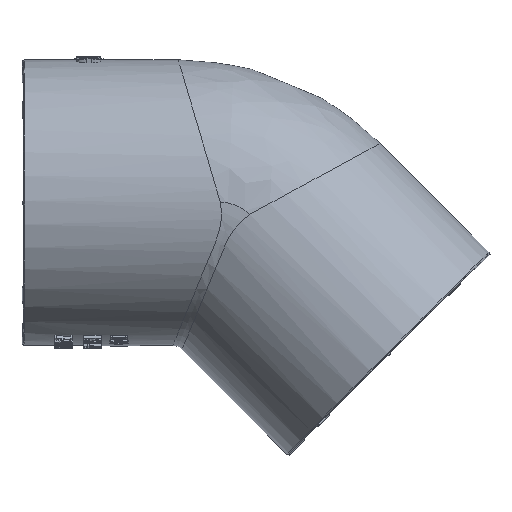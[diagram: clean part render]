
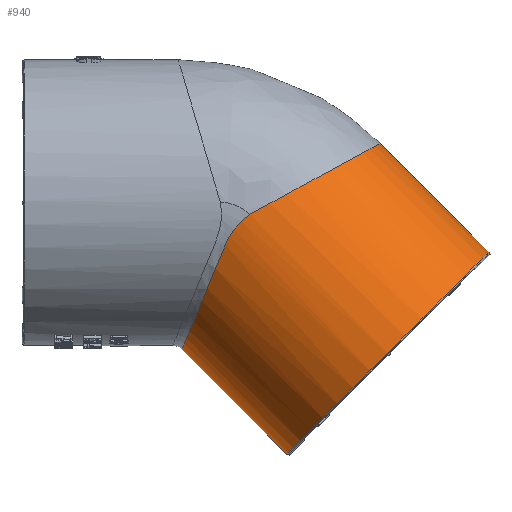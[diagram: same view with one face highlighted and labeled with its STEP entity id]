
A CAD part, top view. The second image highlights one B-rep face of the part: STEP entity #940.
In plain terms, the highlighted cylindrical face has radius 24.25 mm (diameter 48.5 mm), a full revolution.
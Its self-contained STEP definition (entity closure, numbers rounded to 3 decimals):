
#940=ADVANCED_FACE('',(#1492,#1493),#1303,.T.);
#1303=CYLINDRICAL_SURFACE('',#6335,24.25);
#1417=CIRCLE('',#6334,24.25);
#1492=FACE_BOUND('',#1615,.T.);
#1493=FACE_BOUND('',#1616,.T.);
#1615=EDGE_LOOP('',(#2341));
#1616=EDGE_LOOP('',(#2342,#2343,#2344,#2345,#2346));
#2341=ORIENTED_EDGE('',*,*,#4884,.T.);
#2342=ORIENTED_EDGE('',*,*,#4885,.F.);
#2343=ORIENTED_EDGE('',*,*,#4869,.T.);
#2344=ORIENTED_EDGE('',*,*,#4886,.T.);
#2345=ORIENTED_EDGE('',*,*,#4887,.T.);
#2346=ORIENTED_EDGE('',*,*,#4888,.F.);
#4217=VERTEX_POINT('',#11525);
#4218=VERTEX_POINT('',#11526);
#4227=VERTEX_POINT('',#11839);
#4228=VERTEX_POINT('',#11848);
#4229=VERTEX_POINT('',#11853);
#4230=VERTEX_POINT('',#11870);
#4869=EDGE_CURVE('',#4217,#4218,#5721,.T.);
#4884=EDGE_CURVE('',#4227,#4227,#1417,.T.);
#4885=EDGE_CURVE('',#4217,#4228,#5724,.T.);
#4886=EDGE_CURVE('',#4218,#4229,#5725,.T.);
#4887=EDGE_CURVE('',#4229,#4230,#5726,.T.);
#4888=EDGE_CURVE('',#4228,#4230,#5727,.T.);
#5721=B_SPLINE_CURVE_WITH_KNOTS('',3,(#11472,#11473,#11474,#11475,#11476,
#11477,#11478,#11479,#11480,#11481,#11482,#11483,#11484,#11485,#11486,#11487,
#11488,#11489,#11490,#11491,#11492,#11493,#11494,#11495,#11496,#11497,#11498,
#11499,#11500,#11501,#11502,#11503,#11504,#11505,#11506,#11507,#11508,#11509,
#11510,#11511,#11512,#11513,#11514,#11515,#11516,#11517,#11518,#11519,#11520,
#11521,#11522,#11523,#11524),.UNSPECIFIED.,.F.,.F.,(4,2,2,2,2,2,2,2,2,2,
2,2,2,2,2,2,2,2,2,2,2,2,2,1,2,2,4),(0.,0.063,0.094,
0.109,0.117,0.121,0.125,
0.188,0.219,0.234,0.242,
0.25,0.375,0.5,0.625,
0.688,0.719,0.734,0.742,
0.75,0.813,0.844,0.859,
0.867,0.871,0.875,1.),.UNSPECIFIED.);
#5724=B_SPLINE_CURVE_WITH_KNOTS('',3,(#11840,#11841,#11842,#11843,#11844,
#11845,#11846,#11847),.UNSPECIFIED.,.F.,.F.,(4,1,1,1,1,4),(0.,0.362,
0.725,0.906,0.996,1.),.UNSPECIFIED.);
#5725=B_SPLINE_CURVE_WITH_KNOTS('',3,(#11849,#11850,#11851,#11852),
 .UNSPECIFIED.,.F.,.F.,(4,4),(0.,1.),.UNSPECIFIED.);
#5726=B_SPLINE_CURVE_WITH_KNOTS('',3,(#11854,#11855,#11856,#11857,#11858,
#11859,#11860,#11861,#11862,#11863,#11864,#11865,#11866,#11867,#11868,#11869),
 .UNSPECIFIED.,.F.,.F.,(4,2,2,2,2,2,2,4),(0.,0.25,0.375,
0.438,0.469,0.484,0.5,
1.),.UNSPECIFIED.);
#5727=B_SPLINE_CURVE_WITH_KNOTS('',3,(#11871,#11872,#11873,#11874,#11875,
#11876,#11877,#11878,#11879,#11880,#11881,#11882,#11883),.UNSPECIFIED.,
 .F.,.F.,(4,1,1,1,1,1,1,1,1,1,4),(0.,0.009,0.018,
0.094,0.169,0.245,0.396,
0.547,0.698,0.849,1.),.UNSPECIFIED.);
#6334=AXIS2_PLACEMENT_3D('',#11838,#6837,#6838);
#6335=AXIS2_PLACEMENT_3D('',#11884,#6839,#6840);
#6837=DIRECTION('',(-0.707,0.707,0.));
#6838=DIRECTION('',(-0.707,-0.707,0.));
#6839=DIRECTION('',(-0.707,0.707,0.));
#6840=DIRECTION('',(0.707,0.707,0.));
#11472=CARTESIAN_POINT('',(-259.08,-2.05,-24.25));
#11473=CARTESIAN_POINT('',(-257.148,-0.998,-24.25));
#11474=CARTESIAN_POINT('',(-255.464,-0.076,-23.978));
#11475=CARTESIAN_POINT('',(-253.341,1.08,-23.439));
#11476=CARTESIAN_POINT('',(-252.7,1.429,-23.236));
#11477=CARTESIAN_POINT('',(-251.835,1.899,-22.924));
#11478=CARTESIAN_POINT('',(-251.562,2.046,-22.819));
#11479=CARTESIAN_POINT('',(-251.178,2.255,-22.662));
#11480=CARTESIAN_POINT('',(-251.054,2.323,-22.61));
#11481=CARTESIAN_POINT('',(-250.873,2.421,-22.532));
#11482=CARTESIAN_POINT('',(-250.814,2.453,-22.507));
#11483=CARTESIAN_POINT('',(-250.698,2.516,-22.455));
#11484=CARTESIAN_POINT('',(-250.676,2.528,-22.446));
#11485=CARTESIAN_POINT('',(-249.111,3.381,-21.737));
#11486=CARTESIAN_POINT('',(-247.771,4.113,-20.927));
#11487=CARTESIAN_POINT('',(-245.97,5.093,-19.586));
#11488=CARTESIAN_POINT('',(-245.405,5.401,-19.117));
#11489=CARTESIAN_POINT('',(-244.608,5.835,-18.393));
#11490=CARTESIAN_POINT('',(-244.351,5.975,-18.148));
#11491=CARTESIAN_POINT('',(-243.978,6.178,-17.775));
#11492=CARTESIAN_POINT('',(-243.856,6.244,-17.651));
#11493=CARTESIAN_POINT('',(-243.616,6.375,-17.4));
#11494=CARTESIAN_POINT('',(-243.518,6.428,-17.295));
#11495=CARTESIAN_POINT('',(-241.215,7.683,-14.78));
#11496=CARTESIAN_POINT('',(-239.569,8.589,-11.985));
#11497=CARTESIAN_POINT('',(-237.402,9.769,-6.094));
#11498=CARTESIAN_POINT('',(-236.88,10.045,-3.));
#11499=CARTESIAN_POINT('',(-236.88,10.045,3.));
#11500=CARTESIAN_POINT('',(-237.402,9.769,6.092));
#11501=CARTESIAN_POINT('',(-239.027,8.884,10.511));
#11502=CARTESIAN_POINT('',(-239.708,8.512,11.946));
#11503=CARTESIAN_POINT('',(-240.934,7.84,13.991));
#11504=CARTESIAN_POINT('',(-241.378,7.597,14.654));
#11505=CARTESIAN_POINT('',(-242.092,7.206,15.616));
#11506=CARTESIAN_POINT('',(-242.339,7.072,15.931));
#11507=CARTESIAN_POINT('',(-242.721,6.863,16.394));
#11508=CARTESIAN_POINT('',(-242.85,6.792,16.547));
#11509=CARTESIAN_POINT('',(-243.113,6.649,16.85));
#11510=CARTESIAN_POINT('',(-243.266,6.565,17.021));
#11511=CARTESIAN_POINT('',(-244.308,5.998,18.159));
#11512=CARTESIAN_POINT('',(-245.368,5.421,19.137));
#11513=CARTESIAN_POINT('',(-247.169,4.44,20.479));
#11514=CARTESIAN_POINT('',(-247.804,4.094,20.905));
#11515=CARTESIAN_POINT('',(-248.808,3.547,21.502));
#11516=CARTESIAN_POINT('',(-249.151,3.359,21.694));
#11517=CARTESIAN_POINT('',(-249.679,3.072,21.969));
#11518=CARTESIAN_POINT('',(-249.946,2.926,22.104));
#11519=CARTESIAN_POINT('',(-250.218,2.778,22.234));
#11520=CARTESIAN_POINT('',(-250.4,2.678,22.32));
#11521=CARTESIAN_POINT('',(-250.528,2.609,22.379));
#11522=CARTESIAN_POINT('',(-252.382,1.599,23.217));
#11523=CARTESIAN_POINT('',(-255.214,0.056,24.25));
#11524=CARTESIAN_POINT('',(-259.08,-2.05,24.25));
#11525=CARTESIAN_POINT('',(-259.08,-2.05,-24.25));
#11526=CARTESIAN_POINT('',(-259.08,-2.05,24.25));
#11838=CARTESIAN_POINT('',(-235.589,-25.541,0.));
#11839=CARTESIAN_POINT('',(-252.737,-42.688,0.));
#11840=CARTESIAN_POINT('',(-259.08,-2.05,-24.25));
#11841=CARTESIAN_POINT('',(-259.751,-2.53,-24.25));
#11842=CARTESIAN_POINT('',(-260.982,-3.618,-24.167));
#11843=CARTESIAN_POINT('',(-262.204,-5.249,-23.857));
#11844=CARTESIAN_POINT('',(-262.86,-6.468,-23.553));
#11845=CARTESIAN_POINT('',(-263.108,-7.029,-23.399));
#11846=CARTESIAN_POINT('',(-263.187,-7.215,-23.347));
#11847=CARTESIAN_POINT('',(-263.19,-7.222,-23.345));
#11848=CARTESIAN_POINT('',(-263.19,-7.222,-23.345));
#11849=CARTESIAN_POINT('',(-259.08,-2.05,24.25));
#11850=CARTESIAN_POINT('',(-260.927,-3.371,24.25));
#11851=CARTESIAN_POINT('',(-262.316,-5.113,23.938));
#11852=CARTESIAN_POINT('',(-263.189,-7.221,23.345));
#11853=CARTESIAN_POINT('',(-263.189,-7.221,23.345));
#11854=CARTESIAN_POINT('',(-263.189,-7.221,23.345));
#11855=CARTESIAN_POINT('',(-264.401,-10.147,22.523));
#11856=CARTESIAN_POINT('',(-265.469,-12.694,21.21));
#11857=CARTESIAN_POINT('',(-266.789,-15.885,18.913));
#11858=CARTESIAN_POINT('',(-267.184,-16.845,18.092));
#11859=CARTESIAN_POINT('',(-267.714,-18.134,16.821));
#11860=CARTESIAN_POINT('',(-267.88,-18.539,16.39));
#11861=CARTESIAN_POINT('',(-268.115,-19.109,15.739));
#11862=CARTESIAN_POINT('',(-268.19,-19.293,15.521));
#11863=CARTESIAN_POINT('',(-268.301,-19.56,15.193));
#11864=CARTESIAN_POINT('',(-268.337,-19.648,15.083));
#11865=CARTESIAN_POINT('',(-268.408,-19.82,14.864));
#11866=CARTESIAN_POINT('',(-268.435,-19.885,14.78));
#11867=CARTESIAN_POINT('',(-269.836,-23.268,10.315));
#11868=CARTESIAN_POINT('',(-270.516,-24.909,5.05));
#11869=CARTESIAN_POINT('',(-270.516,-24.909,0.));
#11870=CARTESIAN_POINT('',(-270.516,-24.909,0.));
#11871=CARTESIAN_POINT('',(-263.19,-7.222,-23.345));
#11872=CARTESIAN_POINT('',(-263.224,-7.304,-23.322));
#11873=CARTESIAN_POINT('',(-263.294,-7.474,-23.273));
#11874=CARTESIAN_POINT('',(-263.66,-8.359,-23.009));
#11875=CARTESIAN_POINT('',(-264.285,-9.866,-22.473));
#11876=CARTESIAN_POINT('',(-265.157,-11.973,-21.491));
#11877=CARTESIAN_POINT('',(-266.287,-14.7,-19.884));
#11878=CARTESIAN_POINT('',(-267.599,-17.867,-17.322));
#11879=CARTESIAN_POINT('',(-268.902,-21.014,-13.488));
#11880=CARTESIAN_POINT('',(-269.85,-23.303,-9.123));
#11881=CARTESIAN_POINT('',(-270.403,-24.638,-4.517));
#11882=CARTESIAN_POINT('',(-270.516,-24.909,-1.475));
#11883=CARTESIAN_POINT('',(-270.516,-24.909,0.));
#11884=CARTESIAN_POINT('',(-235.448,-25.682,0.));
